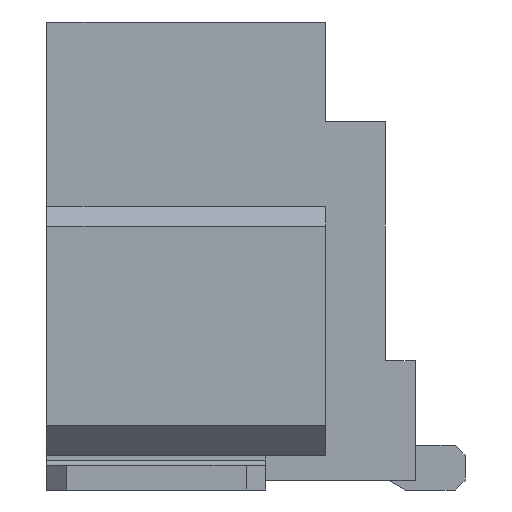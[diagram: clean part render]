
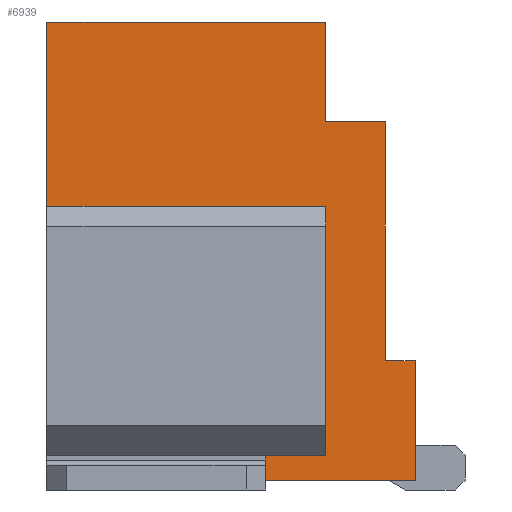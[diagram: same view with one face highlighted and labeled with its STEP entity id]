
A CAD part, left-side view. The second image highlights one B-rep face of the part: STEP entity #6939.
In plain terms, the highlighted planar face has unit normal (-1, 0, 0).
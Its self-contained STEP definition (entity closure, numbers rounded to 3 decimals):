
#73=DIRECTION('',(0.,0.,1.));
#74=VECTOR('',#73,1.2);
#75=CARTESIAN_POINT('',(-6.5,-1.85,-2.3));
#76=LINE('',#75,#74);
#969=DIRECTION('',(0.,-1.,0.));
#970=VECTOR('',#969,2.8);
#971=CARTESIAN_POINT('',(-6.5,1.85,2.3));
#972=LINE('',#971,#970);
#1385=DIRECTION('',(0.,0.,-1.));
#1386=VECTOR('',#1385,1.);
#1387=CARTESIAN_POINT('',(-6.5,-0.95,2.3));
#1388=LINE('',#1387,#1386);
#1389=DIRECTION('',(0.,-1.,0.));
#1390=VECTOR('',#1389,0.6);
#1391=CARTESIAN_POINT('',(-6.5,-0.95,1.3));
#1392=LINE('',#1391,#1390);
#1393=DIRECTION('',(0.,0.,-1.));
#1394=VECTOR('',#1393,2.4);
#1395=CARTESIAN_POINT('',(-6.5,-1.55,1.3));
#1396=LINE('',#1395,#1394);
#1397=DIRECTION('',(0.,1.,0.));
#1398=VECTOR('',#1397,0.3);
#1399=CARTESIAN_POINT('',(-6.5,-1.85,-1.1));
#1400=LINE('',#1399,#1398);
#1401=DIRECTION('',(0.,0.,1.));
#1402=VECTOR('',#1401,0.25);
#1403=CARTESIAN_POINT('',(-6.5,1.85,-2.3));
#1404=LINE('',#1403,#1402);
#1405=DIRECTION('',(0.,-1.,0.));
#1406=VECTOR('',#1405,2.8);
#1407=CARTESIAN_POINT('',(-6.5,1.85,-2.05));
#1408=LINE('',#1407,#1406);
#1409=DIRECTION('',(0.,0.,-1.));
#1410=VECTOR('',#1409,2.5);
#1411=CARTESIAN_POINT('',(-6.5,-0.95,0.45));
#1412=LINE('',#1411,#1410);
#1413=DIRECTION('',(0.,-1.,0.));
#1414=VECTOR('',#1413,2.8);
#1415=CARTESIAN_POINT('',(-6.5,1.85,0.45));
#1416=LINE('',#1415,#1414);
#1417=DIRECTION('',(0.,0.,1.));
#1418=VECTOR('',#1417,1.85);
#1419=CARTESIAN_POINT('',(-6.5,1.85,0.45));
#1420=LINE('',#1419,#1418);
#1485=DIRECTION('',(0.,-1.,0.));
#1486=VECTOR('',#1485,3.7);
#1487=CARTESIAN_POINT('',(-6.5,1.85,-2.3));
#1488=LINE('',#1487,#1486);
#4147=CARTESIAN_POINT('',(-6.5,1.85,-2.3));
#4148=CARTESIAN_POINT('',(-6.5,-1.85,-2.3));
#4149=VERTEX_POINT('',#4147);
#4150=VERTEX_POINT('',#4148);
#4187=CARTESIAN_POINT('',(-6.5,-0.95,0.45));
#4188=CARTESIAN_POINT('',(-6.5,-0.95,-2.05));
#4189=VERTEX_POINT('',#4187);
#4190=VERTEX_POINT('',#4188);
#4191=CARTESIAN_POINT('',(-6.5,1.85,0.45));
#4192=VERTEX_POINT('',#4191);
#4199=CARTESIAN_POINT('',(-6.5,1.85,2.3));
#4200=VERTEX_POINT('',#4199);
#4235=CARTESIAN_POINT('',(-6.5,-1.85,-1.1));
#4236=CARTESIAN_POINT('',(-6.5,-1.55,-1.1));
#4237=VERTEX_POINT('',#4235);
#4238=VERTEX_POINT('',#4236);
#4244=CARTESIAN_POINT('',(-6.5,-1.55,1.3));
#4246=VERTEX_POINT('',#4244);
#4413=CARTESIAN_POINT('',(-6.5,-0.95,2.3));
#4414=CARTESIAN_POINT('',(-6.5,-0.95,1.3));
#4415=VERTEX_POINT('',#4413);
#4416=VERTEX_POINT('',#4414);
#4833=CARTESIAN_POINT('',(-6.5,1.85,-2.05));
#4834=VERTEX_POINT('',#4833);
#6914=CARTESIAN_POINT('',(-6.5,1.85,-2.3));
#6915=DIRECTION('',(-1.,0.,0.));
#6916=DIRECTION('',(0.,-1.,0.));
#6917=AXIS2_PLACEMENT_3D('',#6914,#6915,#6916);
#6918=PLANE('',#6917);
#6919=ORIENTED_EDGE('',*,*,#6492,.T.);
#6921=ORIENTED_EDGE('',*,*,#6920,.T.);
#6923=ORIENTED_EDGE('',*,*,#6922,.T.);
#6924=ORIENTED_EDGE('',*,*,#6607,.F.);
#6925=ORIENTED_EDGE('',*,*,#5556,.F.);
#6927=ORIENTED_EDGE('',*,*,#6926,.F.);
#6928=ORIENTED_EDGE('',*,*,#5884,.T.);
#6930=ORIENTED_EDGE('',*,*,#6929,.T.);
#6932=ORIENTED_EDGE('',*,*,#6931,.F.);
#6934=ORIENTED_EDGE('',*,*,#6933,.F.);
#6935=ORIENTED_EDGE('',*,*,#5862,.T.);
#6936=ORIENTED_EDGE('',*,*,#6433,.T.);
#6937=EDGE_LOOP('',(#6919,#6921,#6923,#6924,#6925,#6927,#6928,#6930,#6932,#6934,
#6935,#6936));
#6938=FACE_OUTER_BOUND('',#6937,.F.);
#6939=ADVANCED_FACE('',(#6938),#6918,.T.);
#5556=EDGE_CURVE('',#4150,#4237,#76,.T.);
#5862=EDGE_CURVE('',#4192,#4200,#1420,.T.);
#5884=EDGE_CURVE('',#4149,#4834,#1404,.T.);
#6433=EDGE_CURVE('',#4200,#4415,#972,.T.);
#6492=EDGE_CURVE('',#4415,#4416,#1388,.T.);
#6607=EDGE_CURVE('',#4237,#4238,#1400,.T.);
#6920=EDGE_CURVE('',#4416,#4246,#1392,.T.);
#6922=EDGE_CURVE('',#4246,#4238,#1396,.T.);
#6926=EDGE_CURVE('',#4149,#4150,#1488,.T.);
#6929=EDGE_CURVE('',#4834,#4190,#1408,.T.);
#6931=EDGE_CURVE('',#4189,#4190,#1412,.T.);
#6933=EDGE_CURVE('',#4192,#4189,#1416,.T.);
